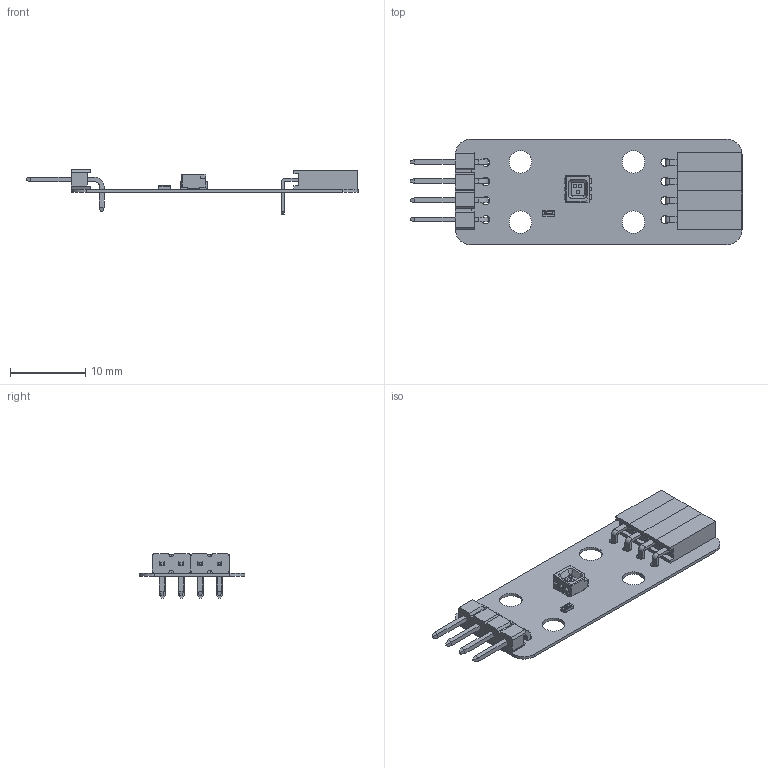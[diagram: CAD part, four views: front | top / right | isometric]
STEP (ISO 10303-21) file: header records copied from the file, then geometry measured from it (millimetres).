
FILE_DESCRIPTION(('Open CASCADE Model'),'2;1');
FILE_NAME('Open CASCADE Shape Model','2020-05-01T11:31:18',('Author'),( 'Open CASCADE'),'Open CASCADE STEP processor 6.8','Open CASCADE 6.8' ,'Unknown');
FILE_SCHEMA(('AUTOMOTIVE_DESIGN { 1 0 10303 214 1 1 1 1 }'));
Length unit declared in the file: millimetre
Products named in the file (10): PCB; Board; R1; 0603_resistor; X1; User_Library-PBS_(DS1024); X2; pcb_connector_890-70-002-20-001101; VD?; User_Library-LED_RGB_Osram_LRTB_G6SG
Assembly tree (10 placements, depth 3):
  PCB
    Board
    R1
      0603_resistor
    X1
      User_Library-PBS_(DS1024)
    X2
      pcb_connector_890-70-002-20-001101  x2
    VD?
      User_Library-LED_RGB_Osram_LRTB_G6SG
Bounding box: 44.04 x 14 x 5.87 mm (x, y, z)
Volume: 482.8 mm3; surface area: 2116.1 mm2
Topology: 11 solids, 11 shells, 692 faces, 1894 edges, 1251 vertices
Faces by surface type: plane 514, bspline 93, cylinder 74, sphere 7, cone 4
Full cylindrical faces by diameter (mm): 1.1 x8, 3 x4
Entity records: 27150 total; most frequent: CARTESIAN_POINT 8928, ORIENTED_EDGE 3438, DIRECTION 2738, EDGE_CURVE 1719, LINE 1366, VECTOR 1366, VERTEX_POINT 1147, FACE_BOUND 692
